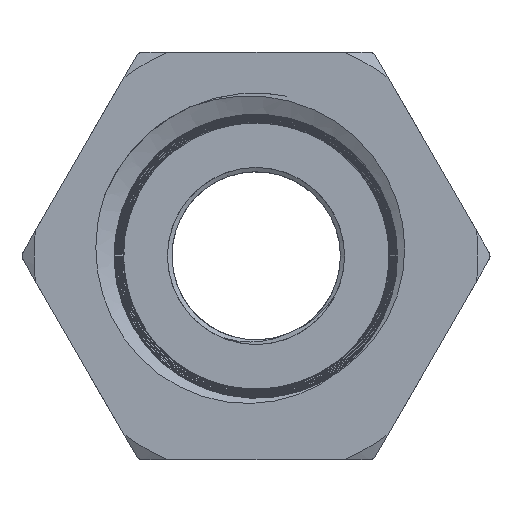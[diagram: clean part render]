
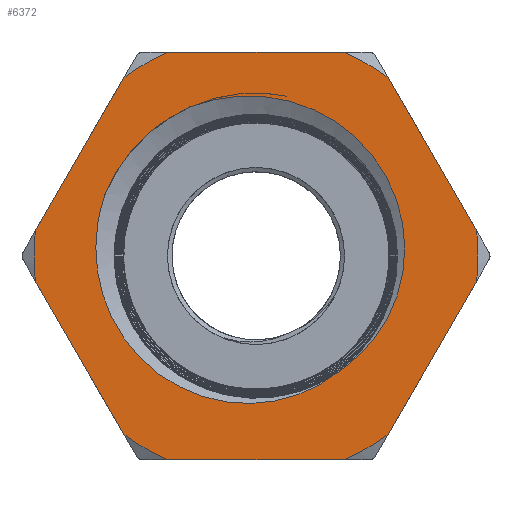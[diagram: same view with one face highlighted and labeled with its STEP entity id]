
A CAD part, left-side view. The second image highlights one B-rep face of the part: STEP entity #6372.
In plain terms, the highlighted planar face has unit normal (-1, 0, 0).
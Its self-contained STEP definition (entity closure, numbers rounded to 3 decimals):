
#669=CARTESIAN_POINT('',(-23.6,0.,0.));
#670=DIRECTION('',(-1.,0.,0.));
#671=DIRECTION('',(0.,-0.994,-0.113));
#672=AXIS2_PLACEMENT_3D('',#669,#670,#671);
#698=CARTESIAN_POINT('',(-23.6,0.,0.));
#699=DIRECTION('',(-1.,0.,0.));
#700=DIRECTION('',(0.,0.994,0.113));
#701=AXIS2_PLACEMENT_3D('',#698,#699,#700);
#821=DIRECTION('',(0.,0.5,-0.866));
#822=VECTOR('',#821,11.688);
#823=CARTESIAN_POINT('',(-23.6,8.726,11.786));
#824=LINE('',#823,#822);
#825=CARTESIAN_POINT('',(-23.6,0.,0.));
#826=DIRECTION('',(1.,0.,0.));
#827=DIRECTION('',(0.,0.595,0.804));
#828=AXIS2_PLACEMENT_3D('',#825,#826,#827);
#830=DIRECTION('',(0.,1.,0.));
#831=VECTOR('',#830,11.688);
#832=CARTESIAN_POINT('',(-23.6,-5.844,13.45));
#833=LINE('',#832,#831);
#834=CARTESIAN_POINT('',(-23.6,0.,0.));
#835=DIRECTION('',(1.,0.,0.));
#836=DIRECTION('',(0.,-0.398,0.917));
#837=AXIS2_PLACEMENT_3D('',#834,#835,#836);
#839=DIRECTION('',(0.,0.5,0.866));
#840=VECTOR('',#839,11.688);
#841=CARTESIAN_POINT('',(-23.6,-14.57,1.664));
#842=LINE('',#841,#840);
#843=DIRECTION('',(0.,-0.5,0.866));
#844=VECTOR('',#843,11.688);
#845=CARTESIAN_POINT('',(-23.6,-8.726,-11.786));
#846=LINE('',#845,#844);
#847=CARTESIAN_POINT('',(-23.6,0.,0.));
#848=DIRECTION('',(1.,0.,0.));
#849=DIRECTION('',(0.,-0.595,-0.804));
#850=AXIS2_PLACEMENT_3D('',#847,#848,#849);
#852=DIRECTION('',(0.,-1.,0.));
#853=VECTOR('',#852,11.688);
#854=CARTESIAN_POINT('',(-23.6,5.844,-13.45));
#855=LINE('',#854,#853);
#856=CARTESIAN_POINT('',(-23.6,0.,0.));
#857=DIRECTION('',(1.,0.,0.));
#858=DIRECTION('',(0.,0.398,-0.917));
#859=AXIS2_PLACEMENT_3D('',#856,#857,#858);
#861=DIRECTION('',(0.,-0.5,-0.866));
#862=VECTOR('',#861,11.688);
#863=CARTESIAN_POINT('',(-23.6,14.57,-1.664));
#864=LINE('',#863,#862);
#865=CARTESIAN_POINT('',(-23.6,-5.486,-7.626));
#866=CARTESIAN_POINT('',(-23.6,-5.071,-7.961));
#867=CARTESIAN_POINT('',(-23.6,-4.196,-8.553));
#868=CARTESIAN_POINT('',(-23.6,-2.747,-9.216));
#869=CARTESIAN_POINT('',(-23.6,-1.181,-9.634));
#870=CARTESIAN_POINT('',(-23.6,0.427,-9.785));
#871=CARTESIAN_POINT('',(-23.6,2.064,-9.667));
#872=CARTESIAN_POINT('',(-23.6,3.664,-9.275));
#873=CARTESIAN_POINT('',(-23.6,5.176,-8.627));
#874=CARTESIAN_POINT('',(-23.6,6.58,-7.727));
#875=CARTESIAN_POINT('',(-23.6,7.832,-6.595));
#876=CARTESIAN_POINT('',(-23.6,8.9,-5.241));
#877=CARTESIAN_POINT('',(-23.6,9.706,-3.764));
#878=CARTESIAN_POINT('',(-23.6,10.244,-2.253));
#879=CARTESIAN_POINT('',(-23.6,10.542,-0.721));
#880=CARTESIAN_POINT('',(-23.6,10.613,0.837));
#881=CARTESIAN_POINT('',(-23.6,10.449,2.423));
#882=CARTESIAN_POINT('',(-23.6,10.184,3.452));
#883=CARTESIAN_POINT('',(-23.6,10.01,3.962));
#885=CARTESIAN_POINT('',(-23.6,0.,0.));
#886=DIRECTION('',(1.,0.,0.));
#887=DIRECTION('',(0.,-0.641,-0.768));
#888=AXIS2_PLACEMENT_3D('',#885,#886,#887);
#890=CARTESIAN_POINT('',(-23.6,4.365,9.841));
#891=CARTESIAN_POINT('',(-23.6,3.851,10.043));
#892=CARTESIAN_POINT('',(-23.6,2.805,10.362));
#893=CARTESIAN_POINT('',(-23.6,1.168,10.597));
#894=CARTESIAN_POINT('',(-23.6,-0.474,10.576));
#895=CARTESIAN_POINT('',(-23.6,-2.076,10.306));
#896=CARTESIAN_POINT('',(-23.6,-3.625,9.788));
#897=CARTESIAN_POINT('',(-23.6,-5.066,9.042));
#898=CARTESIAN_POINT('',(-23.6,-6.401,8.055));
#899=CARTESIAN_POINT('',(-23.6,-7.546,6.879));
#900=CARTESIAN_POINT('',(-23.6,-8.483,5.545));
#901=CARTESIAN_POINT('',(-23.6,-9.19,4.084));
#902=CARTESIAN_POINT('',(-23.6,-9.649,2.55));
#903=CARTESIAN_POINT('',(-23.6,-9.856,0.954));
#904=CARTESIAN_POINT('',(-23.6,-9.805,-0.631));
#905=CARTESIAN_POINT('',(-23.6,-9.499,-2.186));
#906=CARTESIAN_POINT('',(-23.6,-8.95,-3.66));
#907=CARTESIAN_POINT('',(-23.6,-8.177,-5.014));
#908=CARTESIAN_POINT('',(-23.6,-7.193,-6.226));
#909=CARTESIAN_POINT('',(-23.6,-6.429,-6.904));
#910=CARTESIAN_POINT('',(-23.6,-6.017,-7.213));
#912=CARTESIAN_POINT('',(-23.6,10.01,3.962));
#913=CARTESIAN_POINT('',(-23.6,9.888,4.27));
#914=CARTESIAN_POINT('',(-23.6,9.615,4.877));
#915=CARTESIAN_POINT('',(-23.6,9.124,5.744));
#916=CARTESIAN_POINT('',(-23.6,8.526,6.604));
#917=CARTESIAN_POINT('',(-23.6,7.787,7.465));
#918=CARTESIAN_POINT('',(-23.6,6.869,8.326));
#919=CARTESIAN_POINT('',(-23.6,5.715,9.163));
#920=CARTESIAN_POINT('',(-23.6,4.838,9.631));
#921=CARTESIAN_POINT('',(-23.6,4.365,9.841));
#5414=VERTEX_POINT('',#865);
#5415=VERTEX_POINT('',#883);
#5416=VERTEX_POINT('',#921);
#5417=VERTEX_POINT('',#910);
#5495=CARTESIAN_POINT('',(-23.6,8.726,11.786));
#5496=CARTESIAN_POINT('',(-23.6,5.844,13.45));
#5497=VERTEX_POINT('',#5495);
#5498=VERTEX_POINT('',#5496);
#5499=CARTESIAN_POINT('',(-23.6,-5.844,13.45));
#5500=CARTESIAN_POINT('',(-23.6,-8.726,11.786));
#5501=VERTEX_POINT('',#5499);
#5502=VERTEX_POINT('',#5500);
#5503=CARTESIAN_POINT('',(-23.6,-8.726,-11.786));
#5504=CARTESIAN_POINT('',(-23.6,-5.844,-13.45));
#5505=VERTEX_POINT('',#5503);
#5506=VERTEX_POINT('',#5504);
#5507=CARTESIAN_POINT('',(-23.6,5.844,-13.45));
#5508=CARTESIAN_POINT('',(-23.6,8.726,-11.786));
#5509=VERTEX_POINT('',#5507);
#5510=VERTEX_POINT('',#5508);
#5519=CARTESIAN_POINT('',(-23.6,-14.57,-1.664));
#5520=VERTEX_POINT('',#5519);
#5521=CARTESIAN_POINT('',(-23.6,-14.57,1.664));
#5522=VERTEX_POINT('',#5521);
#5523=CARTESIAN_POINT('',(-23.6,14.57,1.664));
#5524=VERTEX_POINT('',#5523);
#5525=CARTESIAN_POINT('',(-23.6,14.57,-1.664));
#5526=VERTEX_POINT('',#5525);
#6343=CARTESIAN_POINT('',(-23.6,0.,0.));
#6344=DIRECTION('',(-1.,0.,0.));
#6345=DIRECTION('',(0.,0.,1.));
#6346=AXIS2_PLACEMENT_3D('',#6343,#6344,#6345);
#6347=PLANE('',#6346);
#6348=ORIENTED_EDGE('',*,*,#6231,.F.);
#6349=ORIENTED_EDGE('',*,*,#6112,.F.);
#6350=ORIENTED_EDGE('',*,*,#6218,.T.);
#6351=ORIENTED_EDGE('',*,*,#6144,.F.);
#6352=ORIENTED_EDGE('',*,*,#6205,.T.);
#6353=ORIENTED_EDGE('',*,*,#6175,.F.);
#6354=ORIENTED_EDGE('',*,*,#6192,.F.);
#6355=ORIENTED_EDGE('',*,*,#6280,.F.);
#6356=ORIENTED_EDGE('',*,*,#6263,.T.);
#6357=ORIENTED_EDGE('',*,*,#6307,.F.);
#6358=ORIENTED_EDGE('',*,*,#6247,.T.);
#6359=ORIENTED_EDGE('',*,*,#6335,.F.);
#6360=EDGE_LOOP('',(#6348,#6349,#6350,#6351,#6352,#6353,#6354,#6355,#6356,#6357,
#6358,#6359));
#6361=FACE_OUTER_BOUND('',#6360,.F.);
#6363=ORIENTED_EDGE('',*,*,#6362,.F.);
#6365=ORIENTED_EDGE('',*,*,#6364,.F.);
#6367=ORIENTED_EDGE('',*,*,#6366,.F.);
#6369=ORIENTED_EDGE('',*,*,#6368,.F.);
#6370=EDGE_LOOP('',(#6363,#6365,#6367,#6369));
#6371=FACE_BOUND('',#6370,.F.);
#673=CIRCLE('',#672,14.665);
#702=CIRCLE('',#701,14.665);
#829=CIRCLE('',#828,14.665);
#838=CIRCLE('',#837,14.665);
#851=CIRCLE('',#850,14.665);
#860=CIRCLE('',#859,14.665);
#884=B_SPLINE_CURVE_WITH_KNOTS('',3,(#865,#866,#867,#868,#869,#870,#871,#872,
#873,#874,#875,#876,#877,#878,#879,#880,#881,#882,#883),.UNSPECIFIED.,.F.,.F.,
(4,1,1,1,1,1,1,1,1,1,1,1,1,1,1,1,4),(0.,0.063,0.125,0.188,0.25,
0.313,0.375,0.438,0.5,0.563,0.625,0.688,0.75,0.813,
0.875,0.938,1.),.UNSPECIFIED.);
#889=CIRCLE('',#888,9.394);
#911=B_SPLINE_CURVE_WITH_KNOTS('',3,(#890,#891,#892,#893,#894,#895,#896,#897,
#898,#899,#900,#901,#902,#903,#904,#905,#906,#907,#908,#909,#910),.UNSPECIFIED.,
.F.,.F.,(4,1,1,1,1,1,1,1,1,1,1,1,1,1,1,1,1,1,4),(0.,0.056,
0.111,0.167,0.222,0.278,
0.333,0.389,0.444,0.5,0.556,
0.611,0.667,0.722,0.778,
0.833,0.889,0.944,1.),.UNSPECIFIED.);
#922=B_SPLINE_CURVE_WITH_KNOTS('',3,(#912,#913,#914,#915,#916,#917,#918,#919,
#920,#921),.UNSPECIFIED.,.F.,.F.,(4,1,1,1,1,1,1,4),(0.,0.143,
0.286,0.429,0.571,0.714,
0.857,1.),.UNSPECIFIED.);
#6112=EDGE_CURVE('',#5497,#5524,#824,.T.);
#6144=EDGE_CURVE('',#5501,#5498,#833,.T.);
#6175=EDGE_CURVE('',#5522,#5502,#842,.T.);
#6192=EDGE_CURVE('',#5520,#5522,#673,.T.);
#6205=EDGE_CURVE('',#5501,#5502,#838,.T.);
#6218=EDGE_CURVE('',#5497,#5498,#829,.T.);
#6231=EDGE_CURVE('',#5524,#5526,#702,.T.);
#6247=EDGE_CURVE('',#5509,#5510,#860,.T.);
#6263=EDGE_CURVE('',#5505,#5506,#851,.T.);
#6280=EDGE_CURVE('',#5505,#5520,#846,.T.);
#6307=EDGE_CURVE('',#5509,#5506,#855,.T.);
#6335=EDGE_CURVE('',#5526,#5510,#864,.T.);
#6362=EDGE_CURVE('',#5414,#5415,#884,.T.);
#6364=EDGE_CURVE('',#5417,#5414,#889,.T.);
#6366=EDGE_CURVE('',#5416,#5417,#911,.T.);
#6368=EDGE_CURVE('',#5415,#5416,#922,.T.);
#6372=ADVANCED_FACE('',(#6361,#6371),#6347,.T.);
